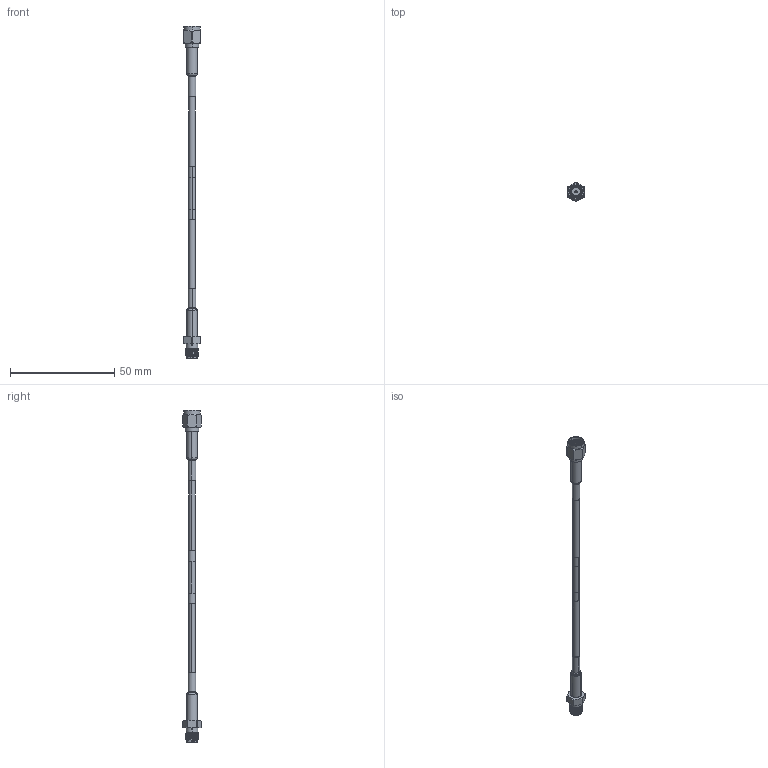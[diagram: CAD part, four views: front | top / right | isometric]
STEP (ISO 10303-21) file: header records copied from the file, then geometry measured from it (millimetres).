
FILE_DESCRIPTION (( 'STEP AP214' ), '1' );
FILE_NAME ('FMCA9993_3D.step', '2024-01-26T20:40:49', ( '' ), ( '' ), 'SwSTEP 2.0', 'SolidWorks 2022', '' );
FILE_SCHEMA (( 'AUTOMOTIVE_DESIGN' ));
Length unit declared in the file: inch
Products named in the file (6): FMCN1541; HeatShrink-RG174A; RG188-DS; FMCA9993_3D; SC7060; 1AW01-003_.126 ID
Assembly tree (6 placements, depth 2):
  FMCA9993_3D
    HeatShrink-RG174A  x2
    RG188-DS
    1AW01-003_.126 ID
    SC7060
    FMCN1541
Bounding box: 7.94 x 9 x 158.95 mm (x, y, z)
Volume: 2107.5 mm3; surface area: 4728.7 mm2
Topology: 9 solids, 10 shells, 369 faces, 896 edges, 570 vertices
Faces by surface type: cylinder 161, plane 129, cone 53, torus 20, bspline 6
Entity records: 13277 total; most frequent: CARTESIAN_POINT 4500, DIRECTION 1706, ORIENTED_EDGE 1704, EDGE_CURVE 852, AXIS2_PLACEMENT_3D 656, VERTEX_POINT 546, LINE 394, VECTOR 394
